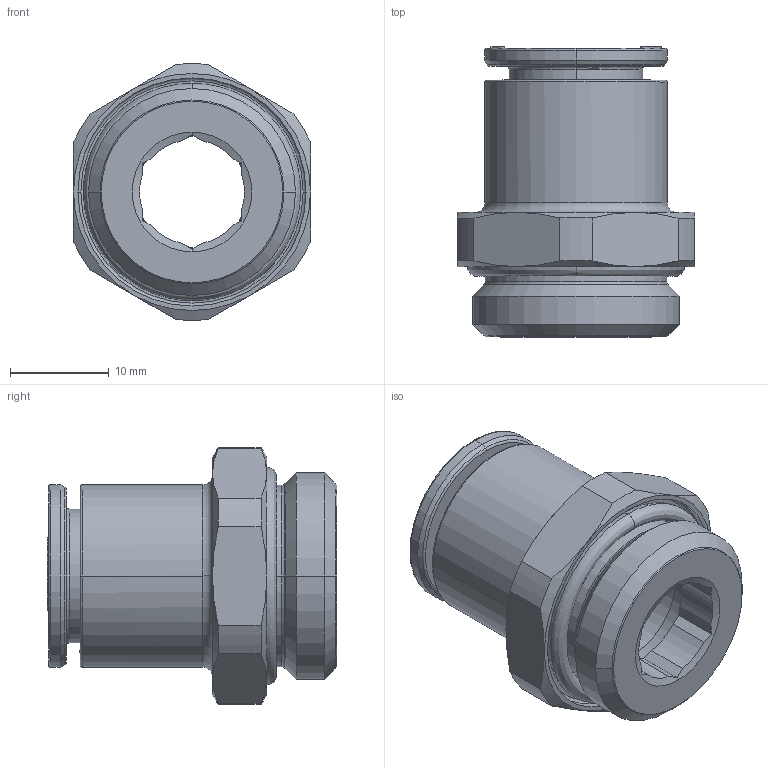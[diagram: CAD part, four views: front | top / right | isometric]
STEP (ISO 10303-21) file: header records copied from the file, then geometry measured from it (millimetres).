
FILE_DESCRIPTION(('STEP AP214'),'1');
FILE_NAME('6801_12_21.stp','2016-07-07T14:38:59',('TraceParts'),('TraceParts S.A.'),'Spatial InterOp 3D',' ',' ');
FILE_SCHEMA(('automotive_design'));
Length unit declared in the file: millimetre
Products named in the file (9): V801-12-21_ASM|Next assembly relationship#44112-18_ASM|Next assembly relationship#44112-20_ASM|Next assembly relationship#44112-31;44112-31; V801-12-21_ASM|Next assembly relationship#44112-18_ASM|Next assembly relationship#44112-20_ASM|Next assembly relationship#44112-30;44112-30; V801-12-21_ASM|Next assembly relationship#44112-18_ASM|Next assembly relationship#44112-20_ASM|Next assembly relationship#44112;44112; V801-12-21_ASM|Next assembly relationship#44112-18_ASM|Next assembly relationship#44112-40;44112-40; V801-12-21_ASM|Next assembly relationship#44612-12-69;44612-12-69; V801-12-21_ASM|Next assembly relationship#23339-24_ASM_D18-4_D22_LG2;23339-24_ASM_D18-4_D22_LG2; V801-12-21_ASM|Next assembly relationship#44112-11-10-ASM;44112-11-10-ASM
Bounding box: 24 x 29.35 x 25.98 mm (x, y, z)
Volume: 5708.7 mm3; surface area: 7768.2 mm2
Topology: 7 solids, 9 shells, 688 faces, 1721 edges, 1066 vertices
Faces by surface type: plane 242, cylinder 123, torus 115, cone 108, bspline 92, sphere 4, revolution 4
Entity records: 25756 total; most frequent: CARTESIAN_POINT 9595, ORIENTED_EDGE 3430, DIRECTION 3222, EDGE_CURVE 1719, AXIS2_PLACEMENT_3D 1176, VERTEX_POINT 1066, LINE 866, VECTOR 866
